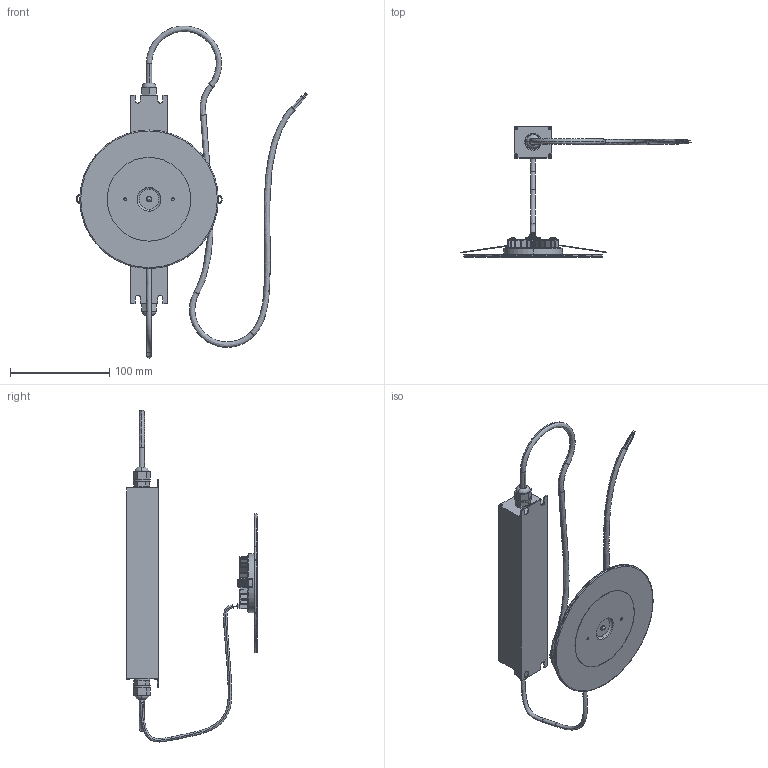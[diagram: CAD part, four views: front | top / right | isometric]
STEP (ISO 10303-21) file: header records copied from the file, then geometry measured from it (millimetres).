
FILE_DESCRIPTION (( 'STEP AP214' ), '1' );
FILE_NAME ('LDPAO-130-1-3-K01 Ñâåòèëüíèê àâàðèéíûé ÄÏÀ-130, àêêóìóëÿòîð, 3÷, 1LED, IP20, IEK.STEP', '2017-08-21T13:20:24', ( '' ), ( '' ), 'SwSTEP 2.0', 'SolidWorks 2014', '' );
FILE_SCHEMA (( 'AUTOMOTIVE_DESIGN' ));
Length unit declared in the file: millimetre
Products named in the file (1): LDPAO-130-1-3-K01 Ñâåòèëüíèê àâàðèéíûé ÄÏÀ-130, àêêóìóëÿòîð, 3÷, 1LED, IP20, IEK
Bounding box: 233.17 x 132.3 x 335.31 mm (x, y, z)
Volume: 296243.1 mm3; surface area: 126328.8 mm2
Topology: 3 solids, 4 shells, 692 faces, 1875 edges, 1216 vertices
Faces by surface type: plane 463, cylinder 105, bspline 95, torus 28, sphere 1
Entity records: 27831 total; most frequent: CARTESIAN_POINT 10999, ORIENTED_EDGE 3744, DIRECTION 3143, EDGE_CURVE 1872, VERTEX_POINT 1214, VECTOR 1199, LINE 1199, AXIS2_PLACEMENT_3D 972
